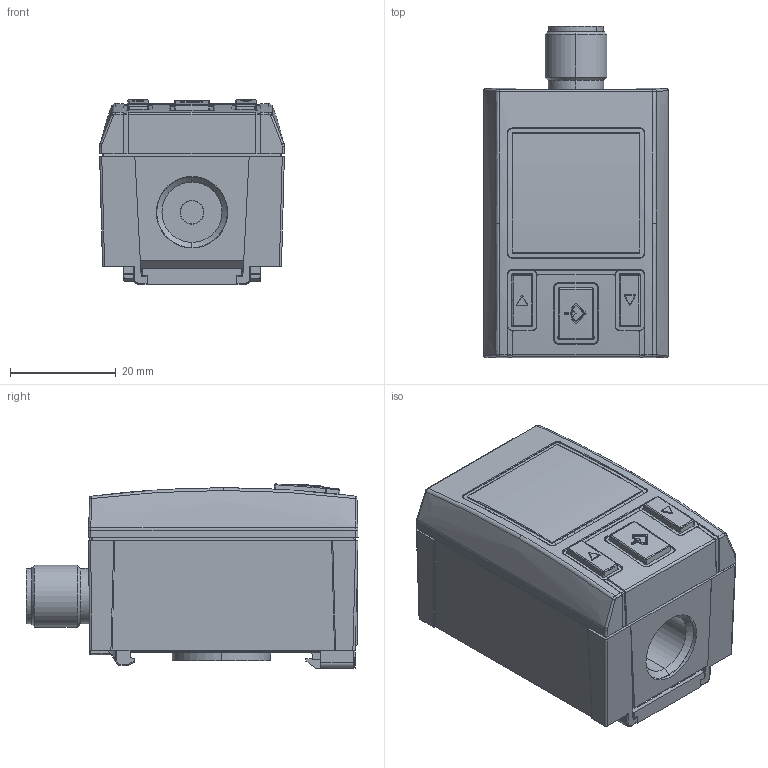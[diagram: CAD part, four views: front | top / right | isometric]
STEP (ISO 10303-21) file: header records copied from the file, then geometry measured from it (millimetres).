
FILE_DESCRIPTION (( 'STEP AP214' ), '1' );
FILE_NAME ('PAC50-xGx-S110700.STEP', '2014-11-06T21:00:50', ( 'CD IT' ), ( 'Sopra-pneumatic.com' ), 'SwSTEP 2.0', 'SolidWorks 2014', '' );
FILE_SCHEMA (( 'AUTOMOTIVE_DESIGN' ));
Length unit declared in the file: millimetre
Products named in the file (1): PAC50-xGx-S110700
Bounding box: 35 x 62.82 x 34.85 mm (x, y, z)
Volume: 52631.7 mm3; surface area: 18275.5 mm2
Topology: 2 solids, 16 shells, 976 faces, 2475 edges, 1556 vertices
Faces by surface type: plane 371, cylinder 275, bspline 234, cone 53, sphere 29, torus 14
Entity records: 46506 total; most frequent: CARTESIAN_POINT 21383, ORIENTED_EDGE 4902, DIRECTION 3456, EDGE_CURVE 2451, VERTEX_POINT 1543, AXIS2_PLACEMENT_3D 1167, VECTOR 1122, LINE 1122
